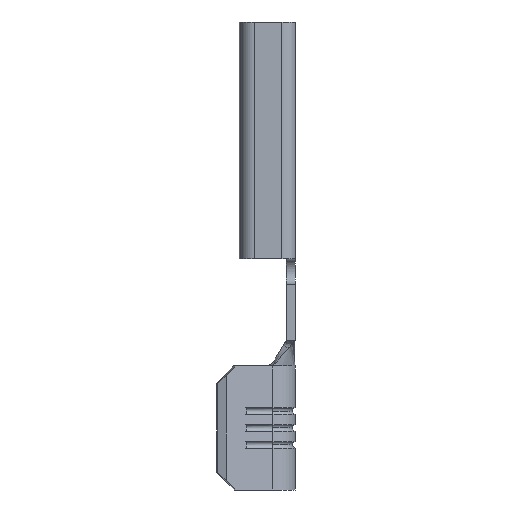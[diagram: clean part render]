
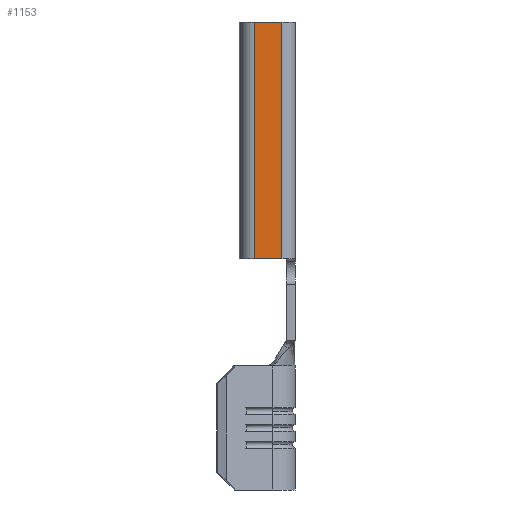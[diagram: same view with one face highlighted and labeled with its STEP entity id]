
A CAD part, left-side view. The second image highlights one B-rep face of the part: STEP entity #1153.
In plain terms, the highlighted planar face has unit normal (-1, 0, 0).
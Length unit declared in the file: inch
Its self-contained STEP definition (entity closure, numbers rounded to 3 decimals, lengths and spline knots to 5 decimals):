
#106 = VECTOR ( 'NONE', #1025, 39.37008 ) ;
#154 = DIRECTION ( 'NONE',  ( 0., -1., 0. ) ) ;
#172 = CARTESIAN_POINT ( 'NONE',  ( -0.177, 0.021, 0.83 ) ) ;
#365 = CARTESIAN_POINT ( 'NONE',  ( -0.177, 0.021, 0.41 ) ) ;
#702 = CARTESIAN_POINT ( 'NONE',  ( -0.177, 0.021, 0.83 ) ) ;
#789 = VECTOR ( 'NONE', #1262, 39.37008 ) ;
#944 = EDGE_CURVE ( 'NONE', #2549, #4309, #3947, .T. ) ;
#1009 = LINE ( 'NONE', #365, #1830 ) ;
#1025 = DIRECTION ( 'NONE',  ( 0., 0., -1. ) ) ;
#1153 = ADVANCED_FACE ( 'NONE', ( #4111 ), #3137, .F. ) ;
#1175 = CARTESIAN_POINT ( 'NONE',  ( -0.177, 0.021, 0.83 ) ) ;
#1188 = ORIENTED_EDGE ( 'NONE', *, *, #4059, .T. ) ;
#1218 = ORIENTED_EDGE ( 'NONE', *, *, #944, .F. ) ;
#1241 = ORIENTED_EDGE ( 'NONE', *, *, #2890, .F. ) ;
#1262 = DIRECTION ( 'NONE',  ( 0., 0., -1. ) ) ;
#1275 = ORIENTED_EDGE ( 'NONE', *, *, #1339, .T. ) ;
#1339 = EDGE_CURVE ( 'NONE', #2510, #4246, #2607, .T. ) ;
#1830 = VECTOR ( 'NONE', #3261, 39.37008 ) ;
#1905 = LINE ( 'NONE', #172, #4628 ) ;
#1923 = CARTESIAN_POINT ( 'NONE',  ( -0.177, -0.028, 0.83 ) ) ;
#2510 = VERTEX_POINT ( 'NONE', #702 ) ;
#2549 = VERTEX_POINT ( 'NONE', #3841 ) ;
#2607 = LINE ( 'NONE', #1175, #789 ) ;
#2709 = CARTESIAN_POINT ( 'NONE',  ( -0.177, 0.021, 0.41 ) ) ;
#2890 = EDGE_CURVE ( 'NONE', #2510, #2549, #1905, .T. ) ;
#3020 = EDGE_LOOP ( 'NONE', ( #1188, #1218, #1241, #1275 ) ) ;
#3095 = DIRECTION ( 'NONE',  ( 0., 1., 0. ) ) ;
#3125 = DIRECTION ( 'NONE',  ( 1., 0., 0. ) ) ;
#3137 = PLANE ( 'NONE',  #4046 ) ;
#3148 = CARTESIAN_POINT ( 'NONE',  ( -0.177, 0.021, 0.83 ) ) ;
#3261 = DIRECTION ( 'NONE',  ( 0., -1., 0. ) ) ;
#3797 = CARTESIAN_POINT ( 'NONE',  ( -0.177, -0.028, 0.41 ) ) ;
#3841 = CARTESIAN_POINT ( 'NONE',  ( -0.177, -0.028, 0.83 ) ) ;
#3947 = LINE ( 'NONE', #1923, #106 ) ;
#4046 = AXIS2_PLACEMENT_3D ( 'NONE', #3148, #3125, #3095 ) ;
#4059 = EDGE_CURVE ( 'NONE', #4246, #4309, #1009, .T. ) ;
#4111 = FACE_OUTER_BOUND ( 'NONE', #3020, .T. ) ;
#4246 = VERTEX_POINT ( 'NONE', #2709 ) ;
#4309 = VERTEX_POINT ( 'NONE', #3797 ) ;
#4628 = VECTOR ( 'NONE', #154, 39.37008 ) ;
